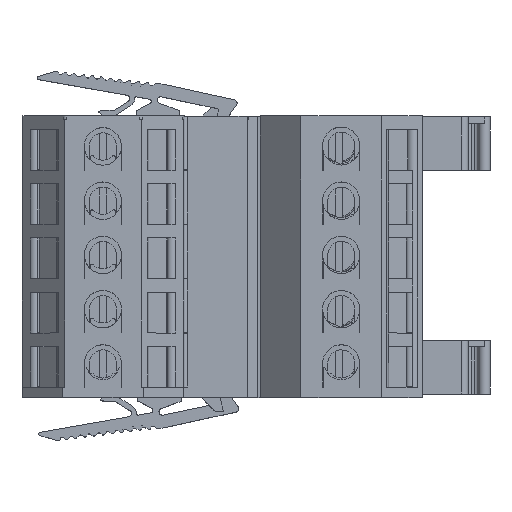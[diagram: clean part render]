
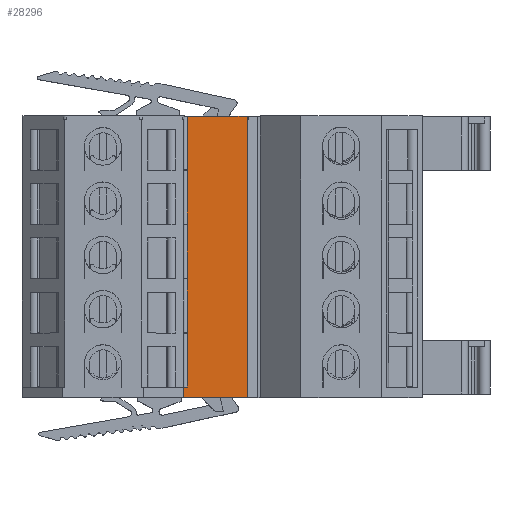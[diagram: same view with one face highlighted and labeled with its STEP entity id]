
A CAD part, top view. The second image highlights one B-rep face of the part: STEP entity #28296.
In plain terms, the highlighted planar face has unit normal (0, 0, 1).
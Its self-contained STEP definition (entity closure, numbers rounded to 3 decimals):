
#4977=ORIENTED_EDGE('',*,*,#7565,.T.);
#4978=ORIENTED_EDGE('',*,*,#9646,.T.);
#4979=ORIENTED_EDGE('',*,*,#9647,.T.);
#4980=ORIENTED_EDGE('',*,*,#9648,.F.);
#4981=ORIENTED_EDGE('',*,*,#9649,.F.);
#4982=ORIENTED_EDGE('',*,*,#9650,.T.);
#4983=ORIENTED_EDGE('',*,*,#9651,.T.);
#4984=ORIENTED_EDGE('',*,*,#9652,.F.);
#4985=ORIENTED_EDGE('',*,*,#9653,.F.);
#4986=ORIENTED_EDGE('',*,*,#9654,.T.);
#4987=ORIENTED_EDGE('',*,*,#9655,.F.);
#4988=ORIENTED_EDGE('',*,*,#9656,.F.);
#4989=ORIENTED_EDGE('',*,*,#9657,.T.);
#4990=ORIENTED_EDGE('',*,*,#9658,.T.);
#4991=ORIENTED_EDGE('',*,*,#9659,.F.);
#4992=ORIENTED_EDGE('',*,*,#9660,.F.);
#4993=ORIENTED_EDGE('',*,*,#9661,.T.);
#4994=ORIENTED_EDGE('',*,*,#9662,.T.);
#4995=ORIENTED_EDGE('',*,*,#9663,.F.);
#4996=ORIENTED_EDGE('',*,*,#9664,.F.);
#4997=ORIENTED_EDGE('',*,*,#9665,.T.);
#4998=ORIENTED_EDGE('',*,*,#9666,.F.);
#4999=ORIENTED_EDGE('',*,*,#8861,.T.);
#5000=ORIENTED_EDGE('',*,*,#9645,.T.);
#7565=EDGE_CURVE('',#10705,#10703,#12751,.T.);
#8861=EDGE_CURVE('',#11747,#11746,#13678,.T.);
#9645=EDGE_CURVE('',#11746,#10705,#14266,.T.);
#9646=EDGE_CURVE('',#10703,#12170,#14267,.T.);
#9647=EDGE_CURVE('',#12170,#12171,#14268,.T.);
#9648=EDGE_CURVE('',#12172,#12171,#14269,.T.);
#9649=EDGE_CURVE('',#12173,#12172,#14270,.T.);
#9650=EDGE_CURVE('',#12173,#12174,#14271,.T.);
#9651=EDGE_CURVE('',#12174,#12175,#14272,.T.);
#9652=EDGE_CURVE('',#12176,#12175,#14273,.T.);
#9653=EDGE_CURVE('',#12177,#12176,#14274,.T.);
#9654=EDGE_CURVE('',#12177,#12178,#14275,.T.);
#9655=EDGE_CURVE('',#12179,#12178,#14276,.T.);
#9656=EDGE_CURVE('',#12180,#12179,#14277,.T.);
#9657=EDGE_CURVE('',#12180,#12181,#14278,.T.);
#9658=EDGE_CURVE('',#12181,#12182,#14279,.T.);
#9659=EDGE_CURVE('',#12183,#12182,#14280,.T.);
#9660=EDGE_CURVE('',#12184,#12183,#14281,.T.);
#9661=EDGE_CURVE('',#12184,#12185,#14282,.T.);
#9662=EDGE_CURVE('',#12185,#12186,#14283,.T.);
#9663=EDGE_CURVE('',#12187,#12186,#14284,.T.);
#9664=EDGE_CURVE('',#12188,#12187,#14285,.T.);
#9665=EDGE_CURVE('',#12188,#12189,#14286,.T.);
#9666=EDGE_CURVE('',#11747,#12189,#14287,.T.);
#10703=VERTEX_POINT('',#36735);
#10705=VERTEX_POINT('',#36738);
#11746=VERTEX_POINT('',#39395);
#11747=VERTEX_POINT('',#39397);
#12170=VERTEX_POINT('',#41112);
#12171=VERTEX_POINT('',#41114);
#12172=VERTEX_POINT('',#41116);
#12173=VERTEX_POINT('',#41118);
#12174=VERTEX_POINT('',#41120);
#12175=VERTEX_POINT('',#41122);
#12176=VERTEX_POINT('',#41124);
#12177=VERTEX_POINT('',#41126);
#12178=VERTEX_POINT('',#41128);
#12179=VERTEX_POINT('',#41130);
#12180=VERTEX_POINT('',#41132);
#12181=VERTEX_POINT('',#41134);
#12182=VERTEX_POINT('',#41136);
#12183=VERTEX_POINT('',#41138);
#12184=VERTEX_POINT('',#41140);
#12185=VERTEX_POINT('',#41142);
#12186=VERTEX_POINT('',#41144);
#12187=VERTEX_POINT('',#41146);
#12188=VERTEX_POINT('',#41148);
#12189=VERTEX_POINT('',#41150);
#12751=LINE('',#36737,#15065);
#13678=LINE('',#39396,#15992);
#14266=LINE('',#41109,#16580);
#14267=LINE('',#41111,#16581);
#14268=LINE('',#41113,#16582);
#14269=LINE('',#41115,#16583);
#14270=LINE('',#41117,#16584);
#14271=LINE('',#41119,#16585);
#14272=LINE('',#41121,#16586);
#14273=LINE('',#41123,#16587);
#14274=LINE('',#41125,#16588);
#14275=LINE('',#41127,#16589);
#14276=LINE('',#41129,#16590);
#14277=LINE('',#41131,#16591);
#14278=LINE('',#41133,#16592);
#14279=LINE('',#41135,#16593);
#14280=LINE('',#41137,#16594);
#14281=LINE('',#41139,#16595);
#14282=LINE('',#41141,#16596);
#14283=LINE('',#41143,#16597);
#14284=LINE('',#41145,#16598);
#14285=LINE('',#41147,#16599);
#14286=LINE('',#41149,#16600);
#14287=LINE('',#41151,#16601);
#15065=VECTOR('',#30729,1000.);
#15992=VECTOR('',#33020,1000.);
#16580=VECTOR('',#34456,1000.);
#16581=VECTOR('',#34459,1000.);
#16582=VECTOR('',#34460,1000.);
#16583=VECTOR('',#34461,1000.);
#16584=VECTOR('',#34462,1000.);
#16585=VECTOR('',#34463,1000.);
#16586=VECTOR('',#34464,1000.);
#16587=VECTOR('',#34465,1000.);
#16588=VECTOR('',#34466,1000.);
#16589=VECTOR('',#34467,1000.);
#16590=VECTOR('',#34468,1000.);
#16591=VECTOR('',#34469,1000.);
#16592=VECTOR('',#34470,1000.);
#16593=VECTOR('',#34471,1000.);
#16594=VECTOR('',#34472,1000.);
#16595=VECTOR('',#34473,1000.);
#16596=VECTOR('',#34474,1000.);
#16597=VECTOR('',#34475,1000.);
#16598=VECTOR('',#34476,1000.);
#16599=VECTOR('',#34477,1000.);
#16600=VECTOR('',#34478,1000.);
#16601=VECTOR('',#34479,1000.);
#17939=EDGE_LOOP('',(#4977,#4978,#4979,#4980,#4981,#4982,#4983,#4984,#4985,
#4986,#4987,#4988,#4989,#4990,#4991,#4992,#4993,#4994,#4995,#4996,#4997,
#4998,#4999,#5000));
#19050=FACE_BOUND('',#17939,.T.);
#19952=PLANE('',#29894);
#28296=ADVANCED_FACE('',(#19050),#19952,.F.);
#29894=AXIS2_PLACEMENT_3D('',#41110,#34457,#34458);
#30729=DIRECTION('',(-1.,0.,0.));
#33020=DIRECTION('',(1.,0.,0.));
#34456=DIRECTION('',(0.,1.,0.));
#34457=DIRECTION('',(0.,0.,-1.));
#34458=DIRECTION('',(-1.,0.,0.));
#34459=DIRECTION('',(0.,1.,0.));
#34460=DIRECTION('',(-1.,0.,0.));
#34461=DIRECTION('',(0.,1.,0.));
#34462=DIRECTION('',(1.,0.,0.));
#34463=DIRECTION('',(0.,-1.,0.));
#34464=DIRECTION('',(1.,0.,0.));
#34465=DIRECTION('',(0.,1.,0.));
#34466=DIRECTION('',(1.,0.,0.));
#34467=DIRECTION('',(0.,-1.,0.));
#34468=DIRECTION('',(-1.,0.,0.));
#34469=DIRECTION('',(0.,1.,0.));
#34470=DIRECTION('',(-1.,0.,0.));
#34471=DIRECTION('',(0.,-1.,0.));
#34472=DIRECTION('',(-1.,0.,0.));
#34473=DIRECTION('',(0.,1.,0.));
#34474=DIRECTION('',(-1.,0.,0.));
#34475=DIRECTION('',(0.,-1.,0.));
#34476=DIRECTION('',(-1.,0.,0.));
#34477=DIRECTION('',(0.,1.,0.));
#34478=DIRECTION('',(-1.,0.,0.));
#34479=DIRECTION('',(0.,1.,0.));
#36735=CARTESIAN_POINT('',(-8.104,-0.663,6.415));
#36737=CARTESIAN_POINT('',(-8.,-0.663,6.415));
#36738=CARTESIAN_POINT('',(-8.,-0.663,6.415));
#39395=CARTESIAN_POINT('',(-8.,-41.913,6.415));
#39396=CARTESIAN_POINT('',(-17.5,-41.913,6.415));
#39397=CARTESIAN_POINT('',(-17.5,-41.913,6.415));
#41109=CARTESIAN_POINT('',(-8.,-40.363,6.415));
#41110=CARTESIAN_POINT('',(-8.,-8.163,6.415));
#41111=CARTESIAN_POINT('',(-8.104,-8.163,6.415));
#41112=CARTESIAN_POINT('',(-8.104,-0.163,6.415));
#41113=CARTESIAN_POINT('',(-8.,-0.163,6.415));
#41114=CARTESIAN_POINT('',(-17.,-0.163,6.415));
#41115=CARTESIAN_POINT('',(-17.,-8.163,6.415));
#41116=CARTESIAN_POINT('',(-17.,-8.163,6.415));
#41117=CARTESIAN_POINT('',(5.857,-8.163,6.415));
#41118=CARTESIAN_POINT('',(-17.5,-8.163,6.415));
#41119=CARTESIAN_POINT('',(-17.5,-0.663,6.415));
#41120=CARTESIAN_POINT('',(-17.5,-8.213,6.415));
#41121=CARTESIAN_POINT('',(0.406,-8.213,6.415));
#41122=CARTESIAN_POINT('',(-17.,-8.213,6.415));
#41123=CARTESIAN_POINT('',(-17.,-16.213,6.415));
#41124=CARTESIAN_POINT('',(-17.,-16.213,6.415));
#41125=CARTESIAN_POINT('',(0.406,-16.213,6.415));
#41126=CARTESIAN_POINT('',(-17.5,-16.213,6.415));
#41127=CARTESIAN_POINT('',(-17.5,-0.663,6.415));
#41128=CARTESIAN_POINT('',(-17.5,-16.263,6.415));
#41129=CARTESIAN_POINT('',(-41.,-16.263,6.415));
#41130=CARTESIAN_POINT('',(-17.,-16.263,6.415));
#41131=CARTESIAN_POINT('',(-17.,-24.263,6.415));
#41132=CARTESIAN_POINT('',(-17.,-24.263,6.415));
#41133=CARTESIAN_POINT('',(-41.,-24.263,6.415));
#41134=CARTESIAN_POINT('',(-17.5,-24.263,6.415));
#41135=CARTESIAN_POINT('',(-17.5,-0.663,6.415));
#41136=CARTESIAN_POINT('',(-17.5,-24.313,6.415));
#41137=CARTESIAN_POINT('',(-41.,-24.313,6.415));
#41138=CARTESIAN_POINT('',(-17.,-24.313,6.415));
#41139=CARTESIAN_POINT('',(-17.,-32.313,6.415));
#41140=CARTESIAN_POINT('',(-17.,-32.313,6.415));
#41141=CARTESIAN_POINT('',(-41.,-32.313,6.415));
#41142=CARTESIAN_POINT('',(-17.5,-32.313,6.415));
#41143=CARTESIAN_POINT('',(-17.5,-0.663,6.415));
#41144=CARTESIAN_POINT('',(-17.5,-32.363,6.415));
#41145=CARTESIAN_POINT('',(-41.,-32.363,6.415));
#41146=CARTESIAN_POINT('',(-17.,-32.363,6.415));
#41147=CARTESIAN_POINT('',(-17.,-40.363,6.415));
#41148=CARTESIAN_POINT('',(-17.,-40.363,6.415));
#41149=CARTESIAN_POINT('',(-41.,-40.363,6.415));
#41150=CARTESIAN_POINT('',(-17.5,-40.363,6.415));
#41151=CARTESIAN_POINT('',(-17.5,-41.913,6.415));
